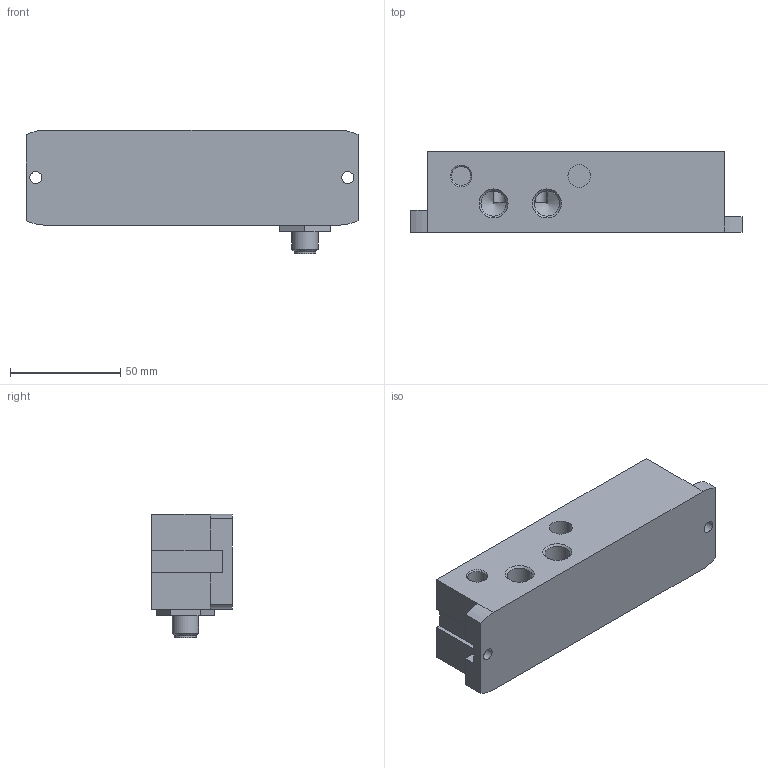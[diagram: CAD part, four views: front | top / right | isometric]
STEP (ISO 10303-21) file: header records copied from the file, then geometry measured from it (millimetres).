
FILE_DESCRIPTION(/* description */ ('STEP AP214'),/* implementation_level */ '2;1');
FILE_NAME(/* name */ '541069_VABS-S4-1S-G14-B-R3',/* time_stamp */ '2024-09-15T05:12:40+02:00',/* author */ ('License CC BY-ND 4.0'),/* organization */ ('CADENAS'),/* preprocessor_version */ 'ST-DEVELOPER v19.3',/* originating_system */ 'PARTsolutions',/* authorisation */ ' ');
FILE_SCHEMA (('AUTOMOTIVE_DESIGN {1 0 10303 214 3 1 1}'));
Length unit declared in the file: millimetre
Products named in the file (1): 541069 VABS-S4-1S-G14-B-R3
Bounding box: 150.6 x 36.5 x 56 mm (x, y, z)
Volume: 201889.9 mm3; surface area: 33207.3 mm2
Topology: 1 solids, 1 shells, 107 faces, 280 edges, 182 vertices
Faces by surface type: plane 56, cylinder 34, cone 17
Full cylindrical faces by diameter (mm): 2 x1, 3.2 x1, 3.242 x2, 5.5 x2, 8.3 x1, 8.566 x1, 9.853 x1, 10.287 x1, 11.445 x5, 12 x1
Entity records: 3155 total; most frequent: CARTESIAN_POINT 641, DIRECTION 506, ORIENTED_EDGE 468, EDGE_CURVE 234, AXIS2_PLACEMENT_3D 182, VERTEX_POINT 172, FACE_BOUND 164, EDGE_LOOP 159
